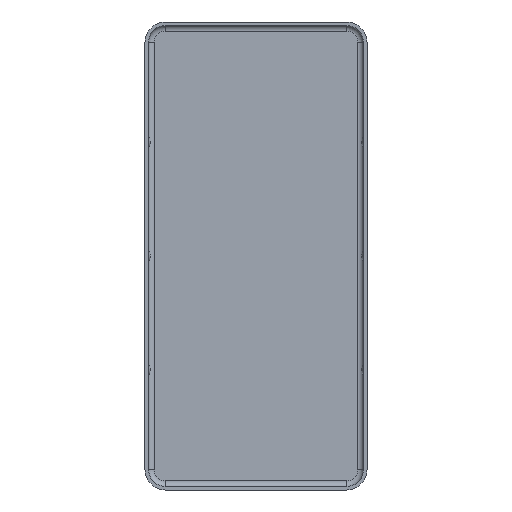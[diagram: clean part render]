
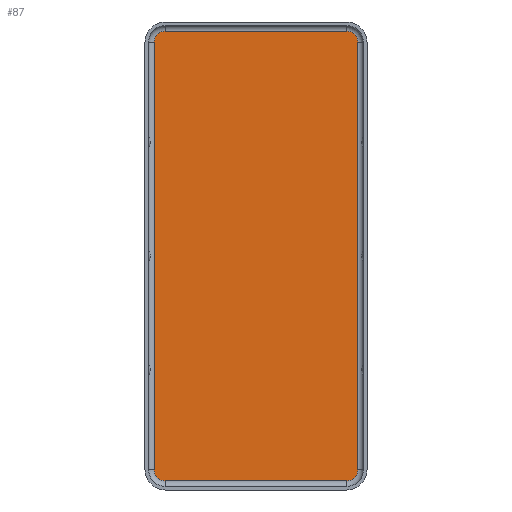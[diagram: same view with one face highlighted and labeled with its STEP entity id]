
A CAD part, front view. The second image highlights one B-rep face of the part: STEP entity #87.
In plain terms, the highlighted planar face has unit normal (0, -1, 0).
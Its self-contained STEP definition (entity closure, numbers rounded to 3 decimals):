
#87 = ADVANCED_FACE( 'NONE', ( #209 ), #210, .F. );
#209 = FACE_OUTER_BOUND( '', #370, .T. );
#210 = PLANE( '', #371 );
#370 = EDGE_LOOP( '', ( #556, #557, #558, #559, #560, #561, #562, #563 ) );
#371 = AXIS2_PLACEMENT_3D( '', #564, #565, #566 );
#556 = ORIENTED_EDGE( '', *, *, #901, .T. );
#557 = ORIENTED_EDGE( '', *, *, #902, .F. );
#558 = ORIENTED_EDGE( '', *, *, #903, .T. );
#559 = ORIENTED_EDGE( '', *, *, #904, .T. );
#560 = ORIENTED_EDGE( '', *, *, #905, .F. );
#561 = ORIENTED_EDGE( '', *, *, #877, .F. );
#562 = ORIENTED_EDGE( '', *, *, #906, .F. );
#563 = ORIENTED_EDGE( '', *, *, #907, .T. );
#564 = CARTESIAN_POINT( '', ( 7.95, -0.3, -18.75 ) );
#565 = DIRECTION( '', ( 0., 1., 0. ) );
#566 = DIRECTION( '', ( 1., 0., 0. ) );
#877 = EDGE_CURVE( 'NONE', #1021, #1023, #1024, .T. );
#901 = EDGE_CURVE( 'NONE', #1062, #1063, #1064, .T. );
#902 = EDGE_CURVE( 'NONE', #1065, #1063, #1066, .T. );
#903 = EDGE_CURVE( 'NONE', #1065, #1067, #1068, .T. );
#904 = EDGE_CURVE( 'NONE', #1067, #1069, #1070, .T. );
#905 = EDGE_CURVE( 'NONE', #1023, #1069, #1071, .T. );
#906 = EDGE_CURVE( 'NONE', #1072, #1021, #1073, .T. );
#907 = EDGE_CURVE( 'NONE', #1072, #1062, #1074, .T. );
#1021 = VERTEX_POINT( 'NONE', #1222 );
#1023 = VERTEX_POINT( 'NONE', #1224 );
#1024 = CIRCLE( '', #1225, 1. );
#1062 = VERTEX_POINT( 'NONE', #1269 );
#1063 = VERTEX_POINT( 'NONE', #1270 );
#1064 = LINE( '', #1271, #1272 );
#1065 = VERTEX_POINT( 'NONE', #1273 );
#1066 = CIRCLE( '', #1274, 1. );
#1067 = VERTEX_POINT( 'NONE', #1275 );
#1068 = LINE( '', #1276, #1277 );
#1069 = VERTEX_POINT( 'NONE', #1278 );
#1070 = CIRCLE( '', #1279, 1. );
#1071 = LINE( '', #1280, #1281 );
#1072 = VERTEX_POINT( 'NONE', #1282 );
#1073 = LINE( '', #1283, #1284 );
#1074 = CIRCLE( '', #1285, 1. );
#1222 = CARTESIAN_POINT( '', ( 8.95, -0.3, -18.75 ) );
#1224 = CARTESIAN_POINT( '', ( 7.95, -0.3, -19.75 ) );
#1225 = AXIS2_PLACEMENT_3D( '', #1460, #1461, #1462 );
#1269 = CARTESIAN_POINT( '', ( 7.95, -0.3, 19.75 ) );
#1270 = CARTESIAN_POINT( '', ( -7.95, -0.3, 19.75 ) );
#1271 = CARTESIAN_POINT( '', ( 7.95, -0.3, 19.75 ) );
#1272 = VECTOR( '', #1499, 1000. );
#1273 = CARTESIAN_POINT( '', ( -8.95, -0.3, 18.75 ) );
#1274 = AXIS2_PLACEMENT_3D( '', #1500, #1501, #1502 );
#1275 = CARTESIAN_POINT( '', ( -8.95, -0.3, -18.75 ) );
#1276 = CARTESIAN_POINT( '', ( -8.95, -0.3, 0. ) );
#1277 = VECTOR( '', #1503, 1000. );
#1278 = CARTESIAN_POINT( '', ( -7.95, -0.3, -19.75 ) );
#1279 = AXIS2_PLACEMENT_3D( '', #1504, #1505, #1506 );
#1280 = CARTESIAN_POINT( '', ( 7.95, -0.3, -19.75 ) );
#1281 = VECTOR( '', #1507, 1000. );
#1282 = CARTESIAN_POINT( '', ( 8.95, -0.3, 18.75 ) );
#1283 = CARTESIAN_POINT( '', ( 8.95, -0.3, 0. ) );
#1284 = VECTOR( '', #1508, 1000. );
#1285 = AXIS2_PLACEMENT_3D( '', #1509, #1510, #1511 );
#1460 = CARTESIAN_POINT( '', ( 7.95, -0.3, -18.75 ) );
#1461 = DIRECTION( '', ( 0., 1., 0. ) );
#1462 = DIRECTION( '', ( 1., 0., 0. ) );
#1499 = DIRECTION( '', ( -1., 0., 0. ) );
#1500 = CARTESIAN_POINT( '', ( -7.95, -0.3, 18.75 ) );
#1501 = DIRECTION( '', ( 0., 1., 0. ) );
#1502 = DIRECTION( '', ( -1., 0., 0. ) );
#1503 = DIRECTION( '', ( 0., 0., -1. ) );
#1504 = CARTESIAN_POINT( '', ( -7.95, -0.3, -18.75 ) );
#1505 = DIRECTION( '', ( 0., -1., 0. ) );
#1506 = DIRECTION( '', ( -1., 0., 0. ) );
#1507 = DIRECTION( '', ( -1., 0., 0. ) );
#1508 = DIRECTION( '', ( 0., 0., -1. ) );
#1509 = CARTESIAN_POINT( '', ( 7.95, -0.3, 18.75 ) );
#1510 = DIRECTION( '', ( 0., -1., 0. ) );
#1511 = DIRECTION( '', ( 1., 0., 0. ) );
